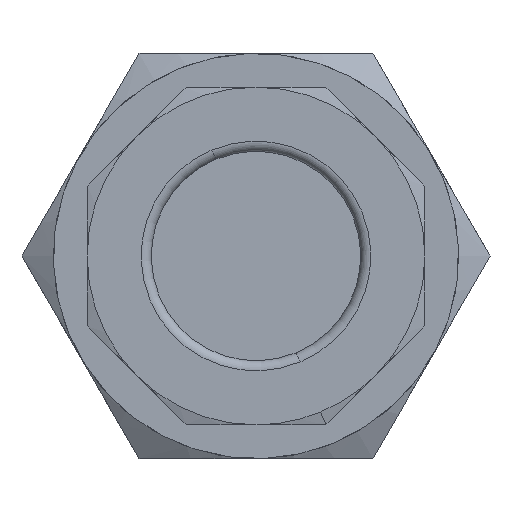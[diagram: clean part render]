
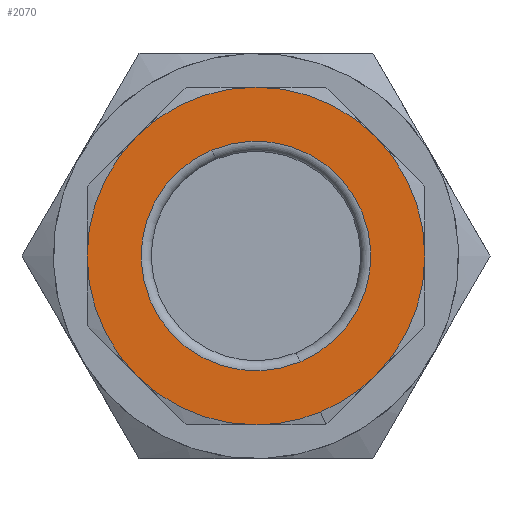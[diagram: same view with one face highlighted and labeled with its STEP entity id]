
A CAD part, front view. The second image highlights one B-rep face of the part: STEP entity #2070.
In plain terms, the highlighted planar face has unit normal (0, -1, 0).
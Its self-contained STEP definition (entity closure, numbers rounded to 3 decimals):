
#61 = EDGE_CURVE ( 'NONE', #634, #631, #3588, .T. ) ;
#62 = EDGE_CURVE ( 'NONE', #631, #637, #3590, .T. ) ;
#63 = EDGE_CURVE ( 'NONE', #637, #639, #3592, .T. ) ;
#64 = EDGE_CURVE ( 'NONE', #639, #641, #3593, .T. ) ;
#65 = EDGE_CURVE ( 'NONE', #641, #643, #3594, .T. ) ;
#66 = EDGE_CURVE ( 'NONE', #2872, #635, #3595, .T. ) ;
#67 = EDGE_CURVE ( 'NONE', #635, #634, #3596, .T. ) ;
#68 = EDGE_CURVE ( 'NONE', #2877, #2859, #3597, .T. ) ;
#69 = EDGE_CURVE ( 'NONE', #643, #2871, #3591, .T. ) ;
#306 = FACE_BOUND ( 'NONE', #3525, .T. ) ;
#307 = FACE_OUTER_BOUND ( 'NONE', #3508, .T. ) ;
#518 = ORIENTED_EDGE ( 'NONE', *, *, #68, .T. ) ;
#519 = ORIENTED_EDGE ( 'NONE', *, *, #2045, .T. ) ;
#520 = ORIENTED_EDGE ( 'NONE', *, *, #67, .F. ) ;
#521 = ORIENTED_EDGE ( 'NONE', *, *, #66, .F. ) ;
#522 = ORIENTED_EDGE ( 'NONE', *, *, #2041, .F. ) ;
#523 = ORIENTED_EDGE ( 'NONE', *, *, #69, .F. ) ;
#524 = ORIENTED_EDGE ( 'NONE', *, *, #65, .F. ) ;
#525 = ORIENTED_EDGE ( 'NONE', *, *, #64, .F. ) ;
#526 = ORIENTED_EDGE ( 'NONE', *, *, #63, .F. ) ;
#527 = ORIENTED_EDGE ( 'NONE', *, *, #62, .F. ) ;
#528 = ORIENTED_EDGE ( 'NONE', *, *, #61, .F. ) ;
#631 = VERTEX_POINT ( 'NONE', #3927 ) ;
#634 = VERTEX_POINT ( 'NONE', #3930 ) ;
#635 = VERTEX_POINT ( 'NONE', #3931 ) ;
#637 = VERTEX_POINT ( 'NONE', #3933 ) ;
#639 = VERTEX_POINT ( 'NONE', #3935 ) ;
#641 = VERTEX_POINT ( 'NONE', #3937 ) ;
#643 = VERTEX_POINT ( 'NONE', #3939 ) ;
#811 = CARTESIAN_POINT ( 'NONE',  ( 0., -0.85, 0. ) ) ;
#812 = DIRECTION ( 'NONE',  ( 0., 1., 0. ) ) ;
#813 = DIRECTION ( 'NONE',  ( 0.383, 0., -0.924 ) ) ;
#814 = CARTESIAN_POINT ( 'NONE',  ( 0., -0.85, 0. ) ) ;
#815 = DIRECTION ( 'NONE',  ( 0., 1., 0. ) ) ;
#816 = DIRECTION ( 'NONE',  ( 0.383, 0., -0.924 ) ) ;
#817 = CARTESIAN_POINT ( 'NONE',  ( 0., -0.85, 0. ) ) ;
#818 = DIRECTION ( 'NONE',  ( 0., 1., 0. ) ) ;
#819 = DIRECTION ( 'NONE',  ( 0.383, 0., -0.924 ) ) ;
#820 = CARTESIAN_POINT ( 'NONE',  ( 0., -0.85, 0. ) ) ;
#821 = DIRECTION ( 'NONE',  ( 0., 1., 0. ) ) ;
#822 = DIRECTION ( 'NONE',  ( 0.383, 0., -0.924 ) ) ;
#823 = CARTESIAN_POINT ( 'NONE',  ( 0., -0.85, 0. ) ) ;
#824 = DIRECTION ( 'NONE',  ( 0., 1., 0. ) ) ;
#825 = DIRECTION ( 'NONE',  ( 0.383, 0., -0.924 ) ) ;
#827 = CARTESIAN_POINT ( 'NONE',  ( 0., -0.85, 0. ) ) ;
#828 = DIRECTION ( 'NONE',  ( 0., 1., 0. ) ) ;
#829 = DIRECTION ( 'NONE',  ( 0.383, 0., -0.924 ) ) ;
#830 = CARTESIAN_POINT ( 'NONE',  ( 0., -0.85, 0. ) ) ;
#831 = DIRECTION ( 'NONE',  ( 0., 1., 0. ) ) ;
#832 = DIRECTION ( 'NONE',  ( 0.383, 0., -0.924 ) ) ;
#834 = CARTESIAN_POINT ( 'NONE',  ( 0., -0.85, 0. ) ) ;
#835 = DIRECTION ( 'NONE',  ( 0., 1., 0. ) ) ;
#836 = DIRECTION ( 'NONE',  ( -0.383, 0., 0.924 ) ) ;
#837 = CARTESIAN_POINT ( 'NONE',  ( 0., -0.85, 0. ) ) ;
#838 = DIRECTION ( 'NONE',  ( 0., 1., 0. ) ) ;
#839 = DIRECTION ( 'NONE',  ( 0.383, 0., -0.924 ) ) ;
#1384 = CARTESIAN_POINT ( 'NONE',  ( 1.301, -0.85, -3.141 ) ) ;
#1402 = CARTESIAN_POINT ( 'NONE',  ( 3.536, -0.85, -3.536 ) ) ;
#1403 = CARTESIAN_POINT ( 'NONE',  ( 1.913, -0.85, -4.619 ) ) ;
#1408 = CARTESIAN_POINT ( 'NONE',  ( -1.301, -0.85, 3.141 ) ) ;
#1739 = PLANE ( 'NONE',  #3043 ) ;
#1746 = CARTESIAN_POINT ( 'NONE',  ( -4.619, -0.85, -1.913 ) ) ;
#1747 = DIRECTION ( 'NONE',  ( 0., -1., 0. ) ) ;
#1748 = DIRECTION ( 'NONE',  ( -0.383, 0., 0.924 ) ) ;
#2041 = EDGE_CURVE ( 'NONE', #2871, #2872, #3116, .T. ) ;
#2045 = EDGE_CURVE ( 'NONE', #2859, #2877, #3120, .T. ) ;
#2070 = ADVANCED_FACE ( 'NONE', ( #306, #307 ), #1739, .T. ) ;
#2859 = VERTEX_POINT ( 'NONE', #1384 ) ;
#2871 = VERTEX_POINT ( 'NONE', #1402 ) ;
#2872 = VERTEX_POINT ( 'NONE', #1403 ) ;
#2877 = VERTEX_POINT ( 'NONE', #1408 ) ;
#3043 = AXIS2_PLACEMENT_3D ( 'NONE', #1746, #1747, #1748 ) ;
#3116 = CIRCLE ( 'NONE', #3331, 5. ) ;
#3120 = CIRCLE ( 'NONE', #3335, 3.4 ) ;
#3290 = AXIS2_PLACEMENT_3D ( 'NONE', #811, #812, #813 ) ;
#3291 = AXIS2_PLACEMENT_3D ( 'NONE', #814, #815, #816 ) ;
#3292 = AXIS2_PLACEMENT_3D ( 'NONE', #817, #818, #819 ) ;
#3293 = AXIS2_PLACEMENT_3D ( 'NONE', #820, #821, #822 ) ;
#3294 = AXIS2_PLACEMENT_3D ( 'NONE', #823, #824, #825 ) ;
#3295 = AXIS2_PLACEMENT_3D ( 'NONE', #827, #828, #829 ) ;
#3296 = AXIS2_PLACEMENT_3D ( 'NONE', #830, #831, #832 ) ;
#3297 = AXIS2_PLACEMENT_3D ( 'NONE', #834, #835, #836 ) ;
#3298 = AXIS2_PLACEMENT_3D ( 'NONE', #837, #838, #839 ) ;
#3331 = AXIS2_PLACEMENT_3D ( 'NONE', #3962, #3963, #3964 ) ;
#3335 = AXIS2_PLACEMENT_3D ( 'NONE', #3976, #3977, #3978 ) ;
#3508 = EDGE_LOOP ( 'NONE', ( #520, #521, #522, #523, #524, #525, #526, #527, #528 ) ) ;
#3525 = EDGE_LOOP ( 'NONE', ( #518, #519 ) ) ;
#3588 = CIRCLE ( 'NONE', #3290, 5. ) ;
#3590 = CIRCLE ( 'NONE', #3291, 5. ) ;
#3591 = CIRCLE ( 'NONE', #3298, 5. ) ;
#3592 = CIRCLE ( 'NONE', #3292, 5. ) ;
#3593 = CIRCLE ( 'NONE', #3293, 5. ) ;
#3594 = CIRCLE ( 'NONE', #3294, 5. ) ;
#3595 = CIRCLE ( 'NONE', #3295, 5. ) ;
#3596 = CIRCLE ( 'NONE', #3296, 5. ) ;
#3597 = CIRCLE ( 'NONE', #3297, 3.4 ) ;
#3927 = CARTESIAN_POINT ( 'NONE',  ( -5., -0.85, 0. ) ) ;
#3930 = CARTESIAN_POINT ( 'NONE',  ( -3.536, -0.85, -3.536 ) ) ;
#3931 = CARTESIAN_POINT ( 'NONE',  ( 0., -0.85, -5. ) ) ;
#3933 = CARTESIAN_POINT ( 'NONE',  ( -3.536, -0.85, 3.536 ) ) ;
#3935 = CARTESIAN_POINT ( 'NONE',  ( 0., -0.85, 5. ) ) ;
#3937 = CARTESIAN_POINT ( 'NONE',  ( 3.536, -0.85, 3.536 ) ) ;
#3939 = CARTESIAN_POINT ( 'NONE',  ( 5., -0.85, 0. ) ) ;
#3962 = CARTESIAN_POINT ( 'NONE',  ( 0., -0.85, 0. ) ) ;
#3963 = DIRECTION ( 'NONE',  ( 0., 1., 0. ) ) ;
#3964 = DIRECTION ( 'NONE',  ( 0.383, 0., -0.924 ) ) ;
#3976 = CARTESIAN_POINT ( 'NONE',  ( 0., -0.85, 0. ) ) ;
#3977 = DIRECTION ( 'NONE',  ( 0., 1., 0. ) ) ;
#3978 = DIRECTION ( 'NONE',  ( -0.383, 0., 0.924 ) ) ;
